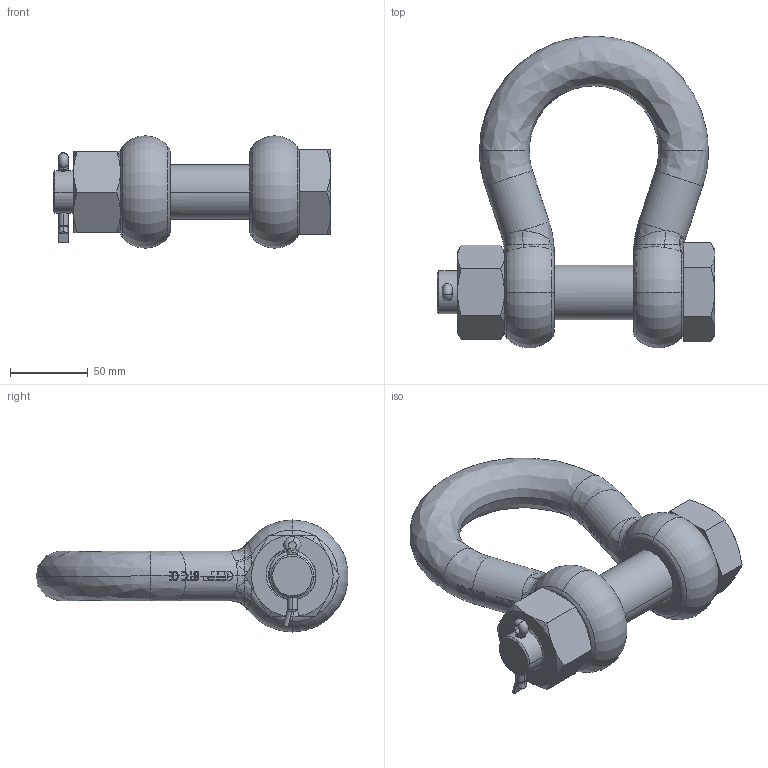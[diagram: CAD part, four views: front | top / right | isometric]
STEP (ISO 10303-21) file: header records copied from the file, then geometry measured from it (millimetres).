
FILE_DESCRIPTION(('STEP AP214'),'1');
FILE_NAME('poghmb32.stp','2017-03-31T16:53:07',('TraceParts'),('TraceParts S.A.'),'Spatial InterOp 3D',' ',' ');
FILE_SCHEMA(('automotive_design'));
Length unit declared in the file: millimetre
Products named in the file (4): poghmb32_1; poghmb32_2; poghmb32_3; poghmb32_4
Bounding box: 178 x 200.24 x 72 mm (x, y, z)
Volume: 641613.7 mm3; surface area: 101098.7 mm2
Topology: 4 solids, 4 shells, 776 faces, 2133 edges, 1383 vertices
Faces by surface type: plane 317, bspline 285, cylinder 136, cone 28, torus 10
Entity records: 40115 total; most frequent: CARTESIAN_POINT 23299, ORIENTED_EDGE 4250, DIRECTION 2352, EDGE_CURVE 2125, VERTEX_POINT 1383, LINE 948, VECTOR 948, EDGE_LOOP 810
